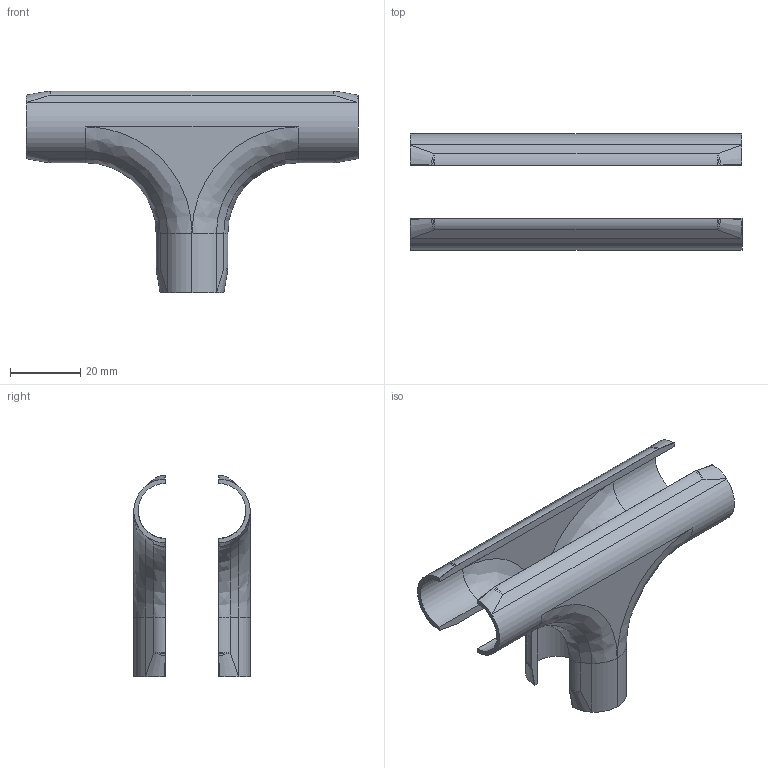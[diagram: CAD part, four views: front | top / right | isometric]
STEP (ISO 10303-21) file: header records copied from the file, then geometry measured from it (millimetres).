
FILE_DESCRIPTION (( 'STEP AP214' ), '1' );
FILE_NAME ('2153992.stp', '2017-01-11T07:17:27', ( '' ), ( '' ), 'SwSTEP 2.0', 'SolidWorks 2016', '' );
FILE_SCHEMA (( 'AUTOMOTIVE_DESIGN' ));
Length unit declared in the file: millimetre
Products named in the file (2): T-Stueck-Haelfte; 2153992
Assembly tree (2 placements, depth 2):
  2153992
    T-Stueck-Haelfte  x2
Bounding box: 94.4 x 33.1 x 57.4 mm (x, y, z)
Volume: 10165.5 mm3; surface area: 15706.5 mm2
Topology: 2 solids, 2 shells, 148 faces, 366 edges, 222 vertices
Faces by surface type: plane 48, bspline 48, cylinder 36, cone 16
Entity records: 4211 total; most frequent: CARTESIAN_POINT 1771, ORIENTED_EDGE 366, DIRECTION 264, EDGE_CURVE 183, VERTEX_POINT 111, AXIS2_PLACEMENT_3D 90, LINE 84, VECTOR 84
